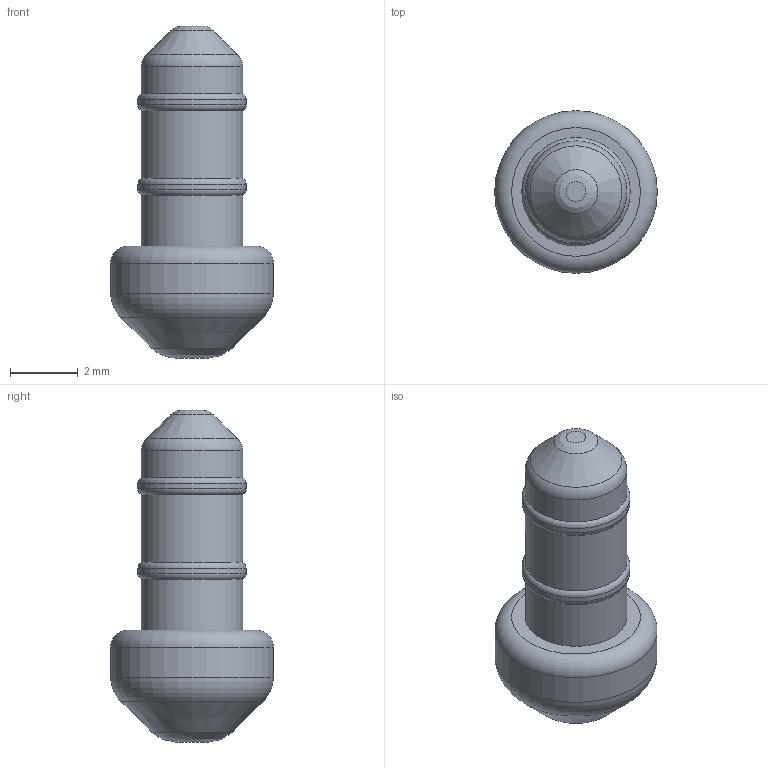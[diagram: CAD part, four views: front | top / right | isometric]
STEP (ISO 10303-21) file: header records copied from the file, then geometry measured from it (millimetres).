
FILE_DESCRIPTION(/* description */ (''),/* implementation_level */ '2;1');
FILE_NAME(/* name */ 'TADPOLE.step',/* time_stamp */ '2023-09-16T11:44:57-05:00',/* author */ (''),/* organization */ (''),/* preprocessor_version */ 'ST-DEVELOPER v20',/* originating_system */ 'Autodesk Translation Framework v12.9.0.99',/* authorisation */ '');
FILE_SCHEMA (('AUTOMOTIVE_DESIGN { 1 0 10303 214 3 1 1 }'));
Length unit declared in the file: millimetre
Products named in the file (2): FusionComponent; TADPOLE
Assembly tree (1 placements, depth 2):
  FusionComponent
    TADPOLE
Bounding box: 4.8 x 4.8 x 9.8 mm (x, y, z)
Volume: 88.1 mm3; surface area: 121.4 mm2
Topology: 1 solids, 1 shells, 20 faces, 47 edges, 30 vertices
Faces by surface type: torus 7, cylinder 6, plane 3, bspline 2, cone 2
Full cylindrical faces by diameter (mm): 3 x3, 3.2 x2, 4.8 x1
Entity records: 702 total; most frequent: CARTESIAN_POINT 152, DIRECTION 128, ORIENTED_EDGE 94, AXIS2_PLACEMENT_3D 60, EDGE_CURVE 47, CIRCLE 39, VERTEX_POINT 30, EDGE_LOOP 21
